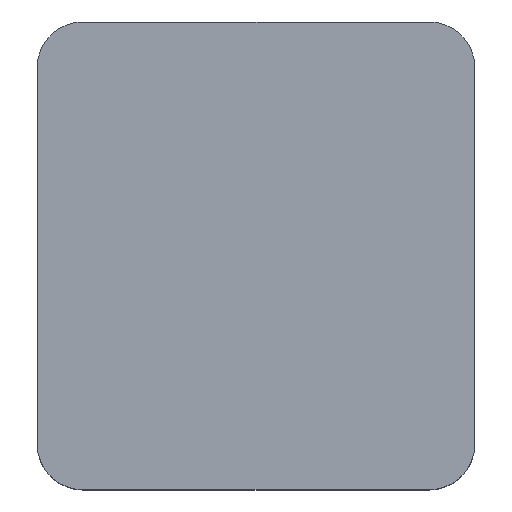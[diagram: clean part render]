
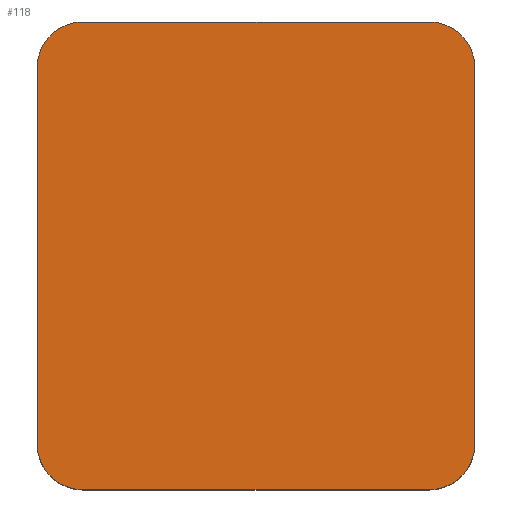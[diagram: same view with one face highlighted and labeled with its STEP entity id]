
A CAD part, top view. The second image highlights one B-rep face of the part: STEP entity #118.
In plain terms, the highlighted planar face has unit normal (0, 0, 1).
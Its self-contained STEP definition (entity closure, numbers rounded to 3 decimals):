
#14 = DIRECTION ( 'NONE',  ( 0., 0., 1. ) ) ;
#19 = CARTESIAN_POINT ( 'NONE',  ( 2.9, -2.5, 3. ) ) ;
#25 = CIRCLE ( 'NONE', #67, 0.6 ) ;
#33 = DIRECTION ( 'NONE',  ( 1., 0., 0. ) ) ;
#34 = EDGE_CURVE ( 'NONE', #301, #142, #52, .T. ) ;
#36 = LINE ( 'NONE', #254, #247 ) ;
#38 = DIRECTION ( 'NONE',  ( 1., 0., 0. ) ) ;
#40 = DIRECTION ( 'NONE',  ( -1., 0., 0. ) ) ;
#45 = VERTEX_POINT ( 'NONE', #221 ) ;
#46 = AXIS2_PLACEMENT_3D ( 'NONE', #117, #121, #197 ) ;
#49 = CARTESIAN_POINT ( 'NONE',  ( -2.9, 3.1, 3. ) ) ;
#52 = CIRCLE ( 'NONE', #141, 0.6 ) ;
#64 = LINE ( 'NONE', #198, #147 ) ;
#67 = AXIS2_PLACEMENT_3D ( 'NONE', #251, #282, #38 ) ;
#74 = CARTESIAN_POINT ( 'NONE',  ( -2.3, -3.1, 3. ) ) ;
#79 = VERTEX_POINT ( 'NONE', #150 ) ;
#86 = EDGE_CURVE ( 'NONE', #111, #238, #25, .T. ) ;
#88 = AXIS2_PLACEMENT_3D ( 'NONE', #108, #269, #165 ) ;
#90 = DIRECTION ( 'NONE',  ( 1., 0., 0. ) ) ;
#91 = CARTESIAN_POINT ( 'NONE',  ( -2.9, 2.5, 3. ) ) ;
#102 = EDGE_CURVE ( 'NONE', #273, #139, #333, .T. ) ;
#105 = ORIENTED_EDGE ( 'NONE', *, *, #86, .T. ) ;
#107 = EDGE_CURVE ( 'NONE', #79, #273, #36, .T. ) ;
#108 = CARTESIAN_POINT ( 'NONE',  ( 2.3, 2.5, 3. ) ) ;
#111 = VERTEX_POINT ( 'NONE', #174 ) ;
#117 = CARTESIAN_POINT ( 'NONE',  ( -2.3, 2.5, 3. ) ) ;
#118 = ADVANCED_FACE ( 'NONE', ( #279 ), #335, .T. ) ;
#121 = DIRECTION ( 'NONE',  ( 0., 0., 1. ) ) ;
#122 = EDGE_CURVE ( 'NONE', #142, #111, #64, .T. ) ;
#123 = CARTESIAN_POINT ( 'NONE',  ( 0., 0., 3. ) ) ;
#129 = LINE ( 'NONE', #49, #223 ) ;
#139 = VERTEX_POINT ( 'NONE', #91 ) ;
#141 = AXIS2_PLACEMENT_3D ( 'NONE', #220, #294, #33 ) ;
#142 = VERTEX_POINT ( 'NONE', #74 ) ;
#145 = EDGE_CURVE ( 'NONE', #238, #45, #283, .T. ) ;
#147 = VECTOR ( 'NONE', #304, 1000. ) ;
#150 = CARTESIAN_POINT ( 'NONE',  ( 2.3, 3.1, 3. ) ) ;
#158 = DIRECTION ( 'NONE',  ( 0., 1., 0. ) ) ;
#164 = ORIENTED_EDGE ( 'NONE', *, *, #102, .T. ) ;
#165 = DIRECTION ( 'NONE',  ( 1., 0., 0. ) ) ;
#169 = ORIENTED_EDGE ( 'NONE', *, *, #107, .T. ) ;
#172 = VECTOR ( 'NONE', #158, 1000. ) ;
#173 = CIRCLE ( 'NONE', #88, 0.6 ) ;
#174 = CARTESIAN_POINT ( 'NONE',  ( 2.3, -3.1, 3. ) ) ;
#185 = ORIENTED_EDGE ( 'NONE', *, *, #334, .T. ) ;
#197 = DIRECTION ( 'NONE',  ( 1., 0., 0. ) ) ;
#198 = CARTESIAN_POINT ( 'NONE',  ( -2.9, -3.1, 3. ) ) ;
#210 = DIRECTION ( 'NONE',  ( 0., -1., 0. ) ) ;
#213 = CARTESIAN_POINT ( 'NONE',  ( -2.9, -2.5, 3. ) ) ;
#214 = ORIENTED_EDGE ( 'NONE', *, *, #34, .T. ) ;
#217 = EDGE_CURVE ( 'NONE', #139, #301, #129, .T. ) ;
#220 = CARTESIAN_POINT ( 'NONE',  ( -2.3, -2.5, 3. ) ) ;
#221 = CARTESIAN_POINT ( 'NONE',  ( 2.9, 2.5, 3. ) ) ;
#223 = VECTOR ( 'NONE', #210, 1000. ) ;
#238 = VERTEX_POINT ( 'NONE', #19 ) ;
#240 = EDGE_LOOP ( 'NONE', ( #311, #214, #324, #105, #263, #185, #169, #164 ) ) ;
#247 = VECTOR ( 'NONE', #40, 1000. ) ;
#251 = CARTESIAN_POINT ( 'NONE',  ( 2.3, -2.5, 3. ) ) ;
#254 = CARTESIAN_POINT ( 'NONE',  ( -2.9, 3.1, 3. ) ) ;
#256 = CARTESIAN_POINT ( 'NONE',  ( 2.9, 3.1, 3. ) ) ;
#263 = ORIENTED_EDGE ( 'NONE', *, *, #145, .T. ) ;
#269 = DIRECTION ( 'NONE',  ( 0., 0., 1. ) ) ;
#273 = VERTEX_POINT ( 'NONE', #340 ) ;
#279 = FACE_OUTER_BOUND ( 'NONE', #240, .T. ) ;
#282 = DIRECTION ( 'NONE',  ( 0., 0., 1. ) ) ;
#283 = LINE ( 'NONE', #256, #172 ) ;
#294 = DIRECTION ( 'NONE',  ( 0., 0., 1. ) ) ;
#301 = VERTEX_POINT ( 'NONE', #213 ) ;
#304 = DIRECTION ( 'NONE',  ( 1., 0., 0. ) ) ;
#307 = AXIS2_PLACEMENT_3D ( 'NONE', #123, #14, #90 ) ;
#311 = ORIENTED_EDGE ( 'NONE', *, *, #217, .T. ) ;
#324 = ORIENTED_EDGE ( 'NONE', *, *, #122, .T. ) ;
#333 = CIRCLE ( 'NONE', #46, 0.6 ) ;
#334 = EDGE_CURVE ( 'NONE', #45, #79, #173, .T. ) ;
#335 = PLANE ( 'NONE',  #307 ) ;
#340 = CARTESIAN_POINT ( 'NONE',  ( -2.3, 3.1, 3. ) ) ;
